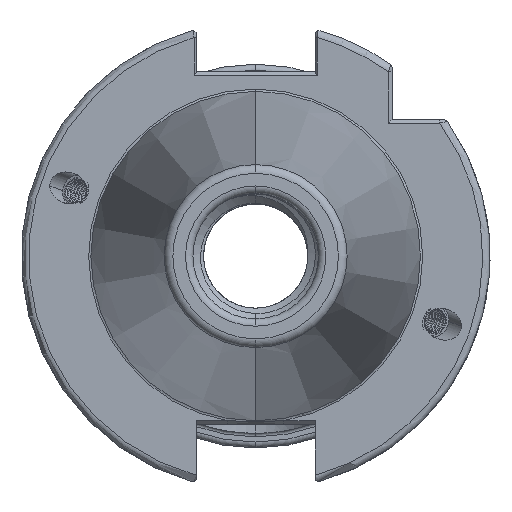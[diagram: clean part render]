
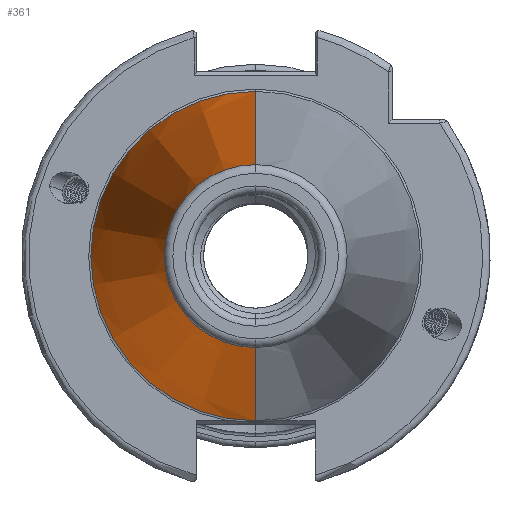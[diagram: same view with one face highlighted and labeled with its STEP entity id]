
A CAD part, left-side view. The second image highlights one B-rep face of the part: STEP entity #361.
In plain terms, the highlighted conical face has half-angle 8.297 degrees and reference radius 22.692 mm.
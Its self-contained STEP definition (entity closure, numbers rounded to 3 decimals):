
#361 = ADVANCED_FACE ( 'NONE', ( #13016 ), #13008, .T. ) ;
#1109 = AXIS2_PLACEMENT_3D ( 'NONE', #19500, #19520, #19537 ) ;
#1112 = AXIS2_PLACEMENT_3D ( 'NONE', #19358, #19354, #19365 ) ;
#1209 = AXIS2_PLACEMENT_3D ( 'NONE', #24093, #24098, #24112 ) ;
#2011 = EDGE_LOOP ( 'NONE', ( #12517, #12492, #12477, #12509 ) ) ;
#2114 = VERTEX_POINT ( 'NONE', #21222 ) ;
#2127 = VERTEX_POINT ( 'NONE', #21246 ) ;
#2136 = VERTEX_POINT ( 'NONE', #21212 ) ;
#2181 = VERTEX_POINT ( 'NONE', #21258 ) ;
#10569 = LINE ( 'NONE', #19864, #10570 ) ;
#10570 = VECTOR ( 'NONE', #19871, 1000. ) ;
#10574 = LINE ( 'NONE', #19832, #10592 ) ;
#10592 = VECTOR ( 'NONE', #19865, 1000. ) ;
#12477 = ORIENTED_EDGE ( 'NONE', *, *, #13807, .F. ) ;
#12492 = ORIENTED_EDGE ( 'NONE', *, *, #13853, .T. ) ;
#12509 = ORIENTED_EDGE ( 'NONE', *, *, #13852, .F. ) ;
#12517 = ORIENTED_EDGE ( 'NONE', *, *, #13775, .T. ) ;
#13008 = CONICAL_SURFACE ( 'NONE', #1209, 22.692, 0.145 ) ;
#13016 = FACE_OUTER_BOUND ( 'NONE', #2011, .T. ) ;
#13618 = CIRCLE ( 'NONE', #1112, 12.4 ) ;
#13665 = CIRCLE ( 'NONE', #1109, 22.327 ) ;
#13775 = EDGE_CURVE ( 'NONE', #2114, #2136, #13618, .T. ) ;
#13807 = EDGE_CURVE ( 'NONE', #2127, #2181, #13665, .T. ) ;
#13852 = EDGE_CURVE ( 'NONE', #2114, #2127, #10569, .T. ) ;
#13853 = EDGE_CURVE ( 'NONE', #2136, #2181, #10574, .T. ) ;
#19354 = DIRECTION ( 'NONE',  ( 1., 0., 0. ) ) ;
#19358 = CARTESIAN_POINT ( 'NONE',  ( -70.573, 0., 0. ) ) ;
#19365 = DIRECTION ( 'NONE',  ( 0., 0., 1. ) ) ;
#19500 = CARTESIAN_POINT ( 'NONE',  ( -2.5, 0., 0. ) ) ;
#19520 = DIRECTION ( 'NONE',  ( 1., 0., 0. ) ) ;
#19537 = DIRECTION ( 'NONE',  ( 0., 0., -1. ) ) ;
#19832 = CARTESIAN_POINT ( 'NONE',  ( 0., 0., 22.692 ) ) ;
#19864 = CARTESIAN_POINT ( 'NONE',  ( 0., 0., -22.692 ) ) ;
#19865 = DIRECTION ( 'NONE',  ( 0.99, 0., 0.144 ) ) ;
#19871 = DIRECTION ( 'NONE',  ( 0.99, 0., -0.144 ) ) ;
#21212 = CARTESIAN_POINT ( 'NONE',  ( -70.573, 0., 12.4 ) ) ;
#21222 = CARTESIAN_POINT ( 'NONE',  ( -70.573, 0., -12.4 ) ) ;
#21246 = CARTESIAN_POINT ( 'NONE',  ( -2.5, 0., -22.327 ) ) ;
#21258 = CARTESIAN_POINT ( 'NONE',  ( -2.5, 0., 22.327 ) ) ;
#24093 = CARTESIAN_POINT ( 'NONE',  ( 0., 0., 0. ) ) ;
#24098 = DIRECTION ( 'NONE',  ( 1., 0., 0. ) ) ;
#24112 = DIRECTION ( 'NONE',  ( 0., 0., -1. ) ) ;
